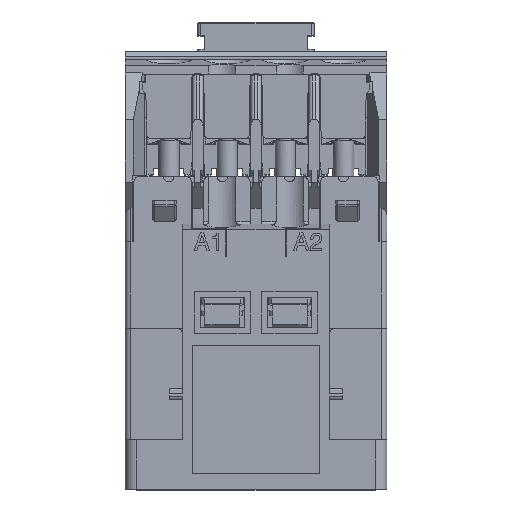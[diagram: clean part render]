
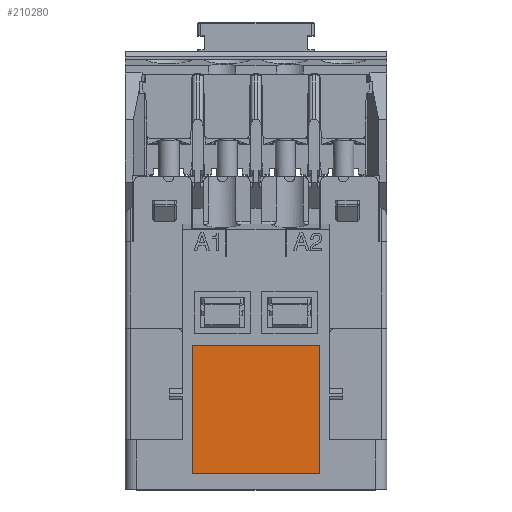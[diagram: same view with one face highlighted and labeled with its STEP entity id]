
A CAD part, top view. The second image highlights one B-rep face of the part: STEP entity #210280.
In plain terms, the highlighted planar face has unit normal (0, 0, 1).
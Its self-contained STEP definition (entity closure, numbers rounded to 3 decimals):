
#71301=DIRECTION('',(0.,-1.,0.));
#71302=VECTOR('',#71301,22.1);
#71303=CARTESIAN_POINT('',(-11.,-17.8,26.25));
#71304=LINE('',#71303,#71302);
#71305=DIRECTION('',(-1.,0.,0.));
#71306=VECTOR('',#71305,22.);
#71307=CARTESIAN_POINT('',(11.,-17.8,26.25));
#71308=LINE('',#71307,#71306);
#71309=DIRECTION('',(0.,1.,0.));
#71310=VECTOR('',#71309,22.1);
#71311=CARTESIAN_POINT('',(11.,-39.9,26.25));
#71312=LINE('',#71311,#71310);
#71313=DIRECTION('',(1.,0.,0.));
#71314=VECTOR('',#71313,22.);
#71315=CARTESIAN_POINT('',(-11.,-39.9,26.25));
#71316=LINE('',#71315,#71314);
#110823=CARTESIAN_POINT('',(-11.,-17.8,26.25));
#110824=CARTESIAN_POINT('',(-11.,-39.9,26.25));
#110825=VERTEX_POINT('',#110823);
#110826=VERTEX_POINT('',#110824);
#110827=CARTESIAN_POINT('',(11.,-39.9,26.25));
#110828=VERTEX_POINT('',#110827);
#110829=CARTESIAN_POINT('',(11.,-17.8,26.25));
#110830=VERTEX_POINT('',#110829);
#210267=CARTESIAN_POINT('',(0.,0.,26.25));
#210268=DIRECTION('',(0.,0.,1.));
#210269=DIRECTION('',(1.,0.,0.));
#210270=AXIS2_PLACEMENT_3D('',#210267,#210268,#210269);
#210271=PLANE('',#210270);
#210272=ORIENTED_EDGE('',*,*,#210234,.F.);
#210274=ORIENTED_EDGE('',*,*,#210273,.F.);
#210276=ORIENTED_EDGE('',*,*,#210275,.F.);
#210277=ORIENTED_EDGE('',*,*,#210246,.F.);
#210278=EDGE_LOOP('',(#210272,#210274,#210276,#210277));
#210279=FACE_OUTER_BOUND('',#210278,.F.);
#210280=ADVANCED_FACE('',(#210279),#210271,.T.);
#210234=EDGE_CURVE('',#110825,#110826,#71304,.T.);
#210246=EDGE_CURVE('',#110826,#110828,#71316,.T.);
#210273=EDGE_CURVE('',#110830,#110825,#71308,.T.);
#210275=EDGE_CURVE('',#110828,#110830,#71312,.T.);
